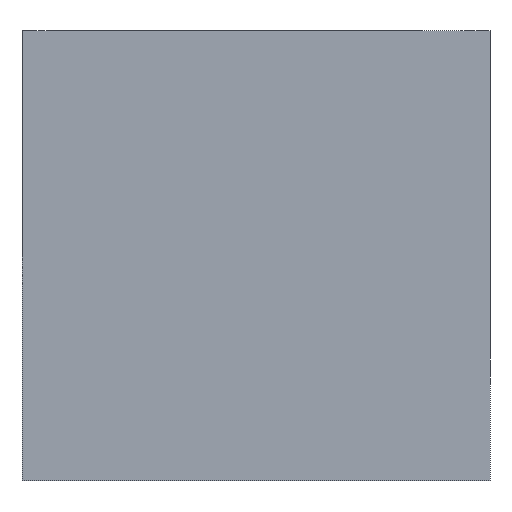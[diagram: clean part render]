
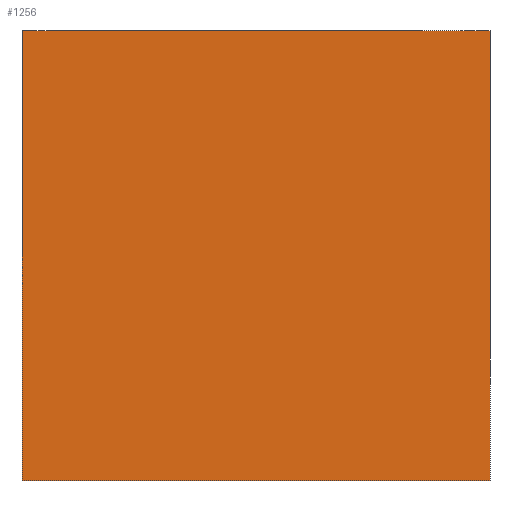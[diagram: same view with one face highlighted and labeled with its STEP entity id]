
A CAD part, front view. The second image highlights one B-rep face of the part: STEP entity #1256.
In plain terms, the highlighted planar face has unit normal (0, -1, 0).
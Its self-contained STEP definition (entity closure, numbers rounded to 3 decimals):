
#19 = DIRECTION ( 'NONE',  ( -1., 0., 0. ) ) ;
#63 = LINE ( 'NONE', #656, #830 ) ;
#93 = VECTOR ( 'NONE', #19, 1000. ) ;
#127 = DIRECTION ( 'NONE',  ( 0., -1., 0. ) ) ;
#140 = DIRECTION ( 'NONE',  ( 0., 0., -1. ) ) ;
#226 = LINE ( 'NONE', #781, #936 ) ;
#268 = VERTEX_POINT ( 'NONE', #670 ) ;
#281 = FACE_OUTER_BOUND ( 'NONE', #391, .T. ) ;
#289 = ORIENTED_EDGE ( 'NONE', *, *, #1345, .T. ) ;
#313 = LINE ( 'NONE', #1339, #1384 ) ;
#343 = VERTEX_POINT ( 'NONE', #394 ) ;
#382 = PLANE ( 'NONE',  #387 ) ;
#387 = AXIS2_PLACEMENT_3D ( 'NONE', #915, #127, #140 ) ;
#391 = EDGE_LOOP ( 'NONE', ( #908, #1239, #531, #289 ) ) ;
#394 = CARTESIAN_POINT ( 'NONE',  ( -7.8, 0., 7.5 ) ) ;
#398 = DIRECTION ( 'NONE',  ( 0., 0., -1. ) ) ;
#486 = EDGE_CURVE ( 'NONE', #520, #537, #226, .T. ) ;
#520 = VERTEX_POINT ( 'NONE', #1072 ) ;
#531 = ORIENTED_EDGE ( 'NONE', *, *, #779, .T. ) ;
#537 = VERTEX_POINT ( 'NONE', #1283 ) ;
#642 = DIRECTION ( 'NONE',  ( -1., 0., 0. ) ) ;
#656 = CARTESIAN_POINT ( 'NONE',  ( 7.8, 0., 7.5 ) ) ;
#670 = CARTESIAN_POINT ( 'NONE',  ( -7.8, 0., -7.5 ) ) ;
#738 = LINE ( 'NONE', #1316, #93 ) ;
#766 = DIRECTION ( 'NONE',  ( 0., 0., -1. ) ) ;
#779 = EDGE_CURVE ( 'NONE', #520, #343, #63, .T. ) ;
#781 = CARTESIAN_POINT ( 'NONE',  ( 7.8, 0., 7.5 ) ) ;
#830 = VECTOR ( 'NONE', #642, 1000. ) ;
#908 = ORIENTED_EDGE ( 'NONE', *, *, #1098, .F. ) ;
#915 = CARTESIAN_POINT ( 'NONE',  ( 7.8, 0., 7.5 ) ) ;
#936 = VECTOR ( 'NONE', #766, 1000. ) ;
#1072 = CARTESIAN_POINT ( 'NONE',  ( 7.8, 0., 7.5 ) ) ;
#1098 = EDGE_CURVE ( 'NONE', #537, #268, #738, .T. ) ;
#1239 = ORIENTED_EDGE ( 'NONE', *, *, #486, .F. ) ;
#1256 = ADVANCED_FACE ( 'NONE', ( #281 ), #382, .T. ) ;
#1283 = CARTESIAN_POINT ( 'NONE',  ( 7.8, 0., -7.5 ) ) ;
#1316 = CARTESIAN_POINT ( 'NONE',  ( 7.8, 0., -7.5 ) ) ;
#1339 = CARTESIAN_POINT ( 'NONE',  ( -7.8, 0., 7.5 ) ) ;
#1345 = EDGE_CURVE ( 'NONE', #343, #268, #313, .T. ) ;
#1384 = VECTOR ( 'NONE', #398, 1000. ) ;
